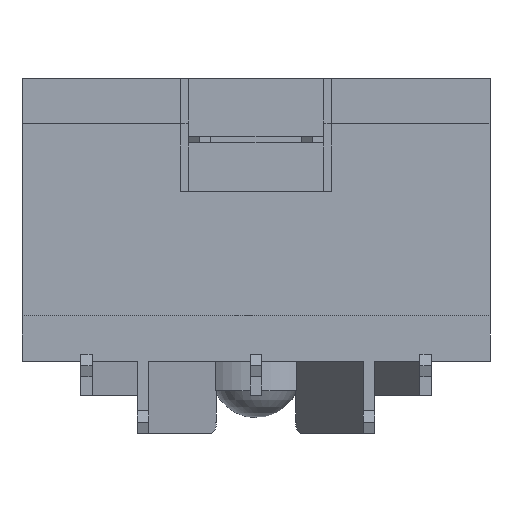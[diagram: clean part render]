
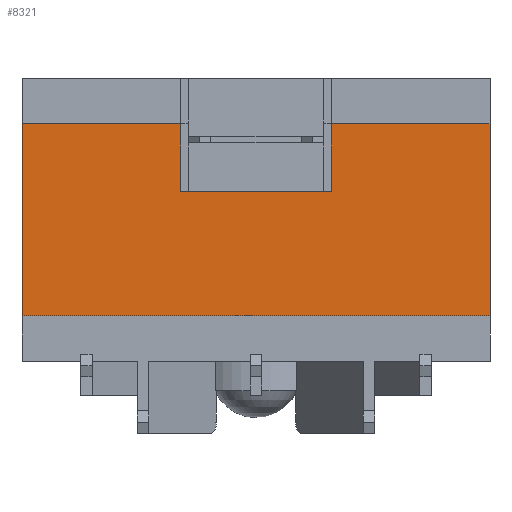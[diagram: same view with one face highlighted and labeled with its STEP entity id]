
A CAD part, front view. The second image highlights one B-rep face of the part: STEP entity #8321.
In plain terms, the highlighted planar face has unit normal (0, -1, 0).
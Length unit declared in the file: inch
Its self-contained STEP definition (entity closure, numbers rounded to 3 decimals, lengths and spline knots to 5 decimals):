
#131 = VERTEX_POINT ( 'NONE', #4277 ) ;
#160 = ORIENTED_EDGE ( 'NONE', *, *, #4907, .T. ) ;
#297 = CARTESIAN_POINT ( 'NONE',  ( -0.40748, 0., -0.41339 ) ) ;
#621 = VECTOR ( 'NONE', #2416, 39.37008 ) ;
#705 = LINE ( 'NONE', #4093, #4115 ) ;
#804 = ORIENTED_EDGE ( 'NONE', *, *, #2670, .T. ) ;
#835 = ORIENTED_EDGE ( 'NONE', *, *, #3274, .T. ) ;
#993 = CARTESIAN_POINT ( 'NONE',  ( 0.40748, 0., -0.49213 ) ) ;
#1142 = EDGE_CURVE ( 'NONE', #2315, #3277, #7751, .T. ) ;
#1342 = DIRECTION ( 'NONE',  ( -1., 0., 0. ) ) ;
#1429 = VECTOR ( 'NONE', #7476, 39.37008 ) ;
#1623 = VERTEX_POINT ( 'NONE', #4567 ) ;
#1792 = ORIENTED_EDGE ( 'NONE', *, *, #1142, .T. ) ;
#1890 = DIRECTION ( 'NONE',  ( 0., 1., 0. ) ) ;
#2130 = CARTESIAN_POINT ( 'NONE',  ( -0.40748, 0., -0.41339 ) ) ;
#2156 = VECTOR ( 'NONE', #8451, 39.37008 ) ;
#2162 = ORIENTED_EDGE ( 'NONE', *, *, #5820, .F. ) ;
#2259 = EDGE_LOOP ( 'NONE', ( #2162, #835, #1792, #7780, #6318, #5298, #804, #160 ) ) ;
#2262 = LINE ( 'NONE', #4844, #6714 ) ;
#2273 = DIRECTION ( 'NONE',  ( 1., 0., 0. ) ) ;
#2315 = VERTEX_POINT ( 'NONE', #5016 ) ;
#2320 = LINE ( 'NONE', #297, #8237 ) ;
#2416 = DIRECTION ( 'NONE',  ( 0., 0., 1. ) ) ;
#2670 = EDGE_CURVE ( 'NONE', #131, #1623, #705, .T. ) ;
#3274 = EDGE_CURVE ( 'NONE', #6682, #2315, #2320, .T. ) ;
#3277 = VERTEX_POINT ( 'NONE', #4388 ) ;
#3445 = VERTEX_POINT ( 'NONE', #7712 ) ;
#3468 = DIRECTION ( 'NONE',  ( 0., 0., 1. ) ) ;
#3720 = DIRECTION ( 'NONE',  ( 0., 0., 1. ) ) ;
#3803 = CARTESIAN_POINT ( 'NONE',  ( 0.13105, 0., -0.19685 ) ) ;
#4093 = CARTESIAN_POINT ( 'NONE',  ( -0.13105, 0., -0.19685 ) ) ;
#4115 = VECTOR ( 'NONE', #7351, 39.37008 ) ;
#4277 = CARTESIAN_POINT ( 'NONE',  ( -0.13105, 0., -0.19685 ) ) ;
#4388 = CARTESIAN_POINT ( 'NONE',  ( 0.40748, 0., -0.07874 ) ) ;
#4393 = LINE ( 'NONE', #5746, #2156 ) ;
#4553 = CARTESIAN_POINT ( 'NONE',  ( 0.13105, 0., -0.07874 ) ) ;
#4567 = CARTESIAN_POINT ( 'NONE',  ( -0.13105, 0., -0.07874 ) ) ;
#4583 = EDGE_CURVE ( 'NONE', #3445, #131, #6765, .T. ) ;
#4627 = DIRECTION ( 'NONE',  ( -1., 0., 0. ) ) ;
#4844 = CARTESIAN_POINT ( 'NONE',  ( -0.40748, 0., -0.49213 ) ) ;
#4907 = EDGE_CURVE ( 'NONE', #1623, #8483, #7509, .T. ) ;
#5016 = CARTESIAN_POINT ( 'NONE',  ( 0.40748, 0., -0.41339 ) ) ;
#5017 = EDGE_CURVE ( 'NONE', #3277, #7732, #4393, .T. ) ;
#5286 = PLANE ( 'NONE',  #6457 ) ;
#5298 = ORIENTED_EDGE ( 'NONE', *, *, #4583, .T. ) ;
#5746 = CARTESIAN_POINT ( 'NONE',  ( -0.40748, 0., -0.07874 ) ) ;
#5820 = EDGE_CURVE ( 'NONE', #6682, #8483, #2262, .T. ) ;
#6030 = CARTESIAN_POINT ( 'NONE',  ( -0.40748, 0., -0.49213 ) ) ;
#6105 = CARTESIAN_POINT ( 'NONE',  ( 0.13105, 0., -0.19685 ) ) ;
#6318 = ORIENTED_EDGE ( 'NONE', *, *, #6780, .F. ) ;
#6457 = AXIS2_PLACEMENT_3D ( 'NONE', #6030, #1890, #4627 ) ;
#6649 = FACE_OUTER_BOUND ( 'NONE', #2259, .T. ) ;
#6682 = VERTEX_POINT ( 'NONE', #2130 ) ;
#6714 = VECTOR ( 'NONE', #3468, 39.37008 ) ;
#6765 = LINE ( 'NONE', #6105, #1429 ) ;
#6780 = EDGE_CURVE ( 'NONE', #3445, #7732, #7863, .T. ) ;
#7351 = DIRECTION ( 'NONE',  ( 0., 0., 1. ) ) ;
#7476 = DIRECTION ( 'NONE',  ( -1., 0., 0. ) ) ;
#7509 = LINE ( 'NONE', #7609, #8413 ) ;
#7609 = CARTESIAN_POINT ( 'NONE',  ( -0.40748, 0., -0.07874 ) ) ;
#7712 = CARTESIAN_POINT ( 'NONE',  ( 0.13105, 0., -0.19685 ) ) ;
#7732 = VERTEX_POINT ( 'NONE', #4553 ) ;
#7751 = LINE ( 'NONE', #993, #7894 ) ;
#7780 = ORIENTED_EDGE ( 'NONE', *, *, #5017, .T. ) ;
#7863 = LINE ( 'NONE', #3803, #621 ) ;
#7893 = CARTESIAN_POINT ( 'NONE',  ( -0.40748, 0., -0.07874 ) ) ;
#7894 = VECTOR ( 'NONE', #3720, 39.37008 ) ;
#8237 = VECTOR ( 'NONE', #2273, 39.37008 ) ;
#8321 = ADVANCED_FACE ( 'NONE', ( #6649 ), #5286, .F. ) ;
#8413 = VECTOR ( 'NONE', #1342, 39.37008 ) ;
#8451 = DIRECTION ( 'NONE',  ( -1., 0., 0. ) ) ;
#8483 = VERTEX_POINT ( 'NONE', #7893 ) ;
